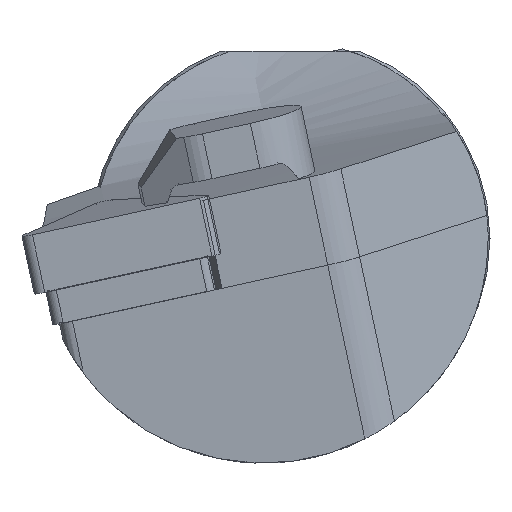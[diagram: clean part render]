
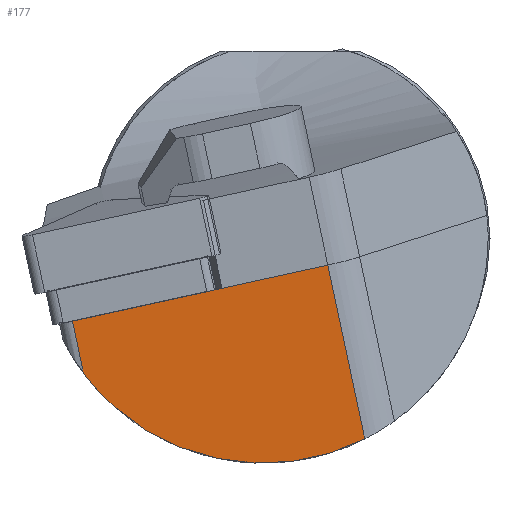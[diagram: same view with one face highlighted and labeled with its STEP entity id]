
A CAD part, left-side view. The second image highlights one B-rep face of the part: STEP entity #177.
In plain terms, the highlighted planar face has unit normal (-0.993, -0.072, -0.091).
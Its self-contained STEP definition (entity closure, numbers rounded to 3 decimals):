
#135=ELLIPSE('',#1185,18.123,18.);
#177=ADVANCED_FACE('',(#274),#237,.T.);
#237=PLANE('',#1189);
#274=FACE_OUTER_BOUND('',#334,.T.);
#334=EDGE_LOOP('',(#582,#583,#584,#585,#586,#587));
#394=LINE('',#1585,#478);
#400=LINE('',#1638,#484);
#401=LINE('',#1640,#485);
#402=LINE('',#1641,#486);
#403=LINE('',#1643,#487);
#478=VECTOR('',#1287,1.);
#484=VECTOR('',#1315,1.);
#485=VECTOR('',#1316,1.);
#486=VECTOR('',#1317,1.);
#487=VECTOR('',#1318,1.);
#582=ORIENTED_EDGE('',*,*,#1001,.T.);
#583=ORIENTED_EDGE('',*,*,#1002,.F.);
#584=ORIENTED_EDGE('',*,*,#994,.F.);
#585=ORIENTED_EDGE('',*,*,#1003,.T.);
#586=ORIENTED_EDGE('',*,*,#1004,.T.);
#587=ORIENTED_EDGE('',*,*,#984,.T.);
#880=VERTEX_POINT('',#1583);
#882=VERTEX_POINT('',#1586);
#890=VERTEX_POINT('',#1611);
#891=VERTEX_POINT('',#1613);
#896=VERTEX_POINT('',#1639);
#897=VERTEX_POINT('',#1642);
#984=EDGE_CURVE('',#882,#880,#394,.T.);
#994=EDGE_CURVE('',#890,#891,#135,.T.);
#1001=EDGE_CURVE('',#880,#896,#400,.T.);
#1002=EDGE_CURVE('',#891,#896,#401,.T.);
#1003=EDGE_CURVE('',#890,#897,#402,.T.);
#1004=EDGE_CURVE('',#897,#882,#403,.T.);
#1185=AXIS2_PLACEMENT_3D('',#1612,#1304,#1305);
#1189=AXIS2_PLACEMENT_3D('',#1644,#1319,#1320);
#1287=DIRECTION('',(-0.051,0.976,-0.213));
#1304=DIRECTION('',(0.993,0.072,0.091));
#1305=DIRECTION('',(-0.116,0.615,0.78));
#1315=DIRECTION('',(-0.051,0.976,-0.213));
#1316=DIRECTION('',(-0.105,0.207,0.973));
#1317=DIRECTION('',(-0.105,0.207,0.973));
#1318=DIRECTION('',(-0.051,0.976,-0.213));
#1319=DIRECTION('',(-0.993,-0.072,-0.091));
#1320=DIRECTION('',(-0.092,0.,0.996));
#1583=CARTESIAN_POINT('',(-171.827,15.341,57.205));
#1585=CARTESIAN_POINT('',(-171.345,6.144,59.212));
#1586=CARTESIAN_POINT('',(-171.789,14.618,57.363));
#1611=CARTESIAN_POINT('',(-169.849,3.184,45.285));
#1612=CARTESIAN_POINT('',(-171.916,11.306,61.348));
#1613=CARTESIAN_POINT('',(-171.969,25.725,50.572));
#1638=CARTESIAN_POINT('',(-171.345,6.144,59.212));
#1639=CARTESIAN_POINT('',(-172.418,26.612,54.746));
#1640=CARTESIAN_POINT('',(-209.116,99.207,396.279));
#1641=CARTESIAN_POINT('',(-208.044,78.739,400.745));
#1642=CARTESIAN_POINT('',(-171.345,6.144,59.212));
#1643=CARTESIAN_POINT('',(-171.345,6.144,59.212));
#1644=CARTESIAN_POINT('',(-208.044,78.739,400.745));
